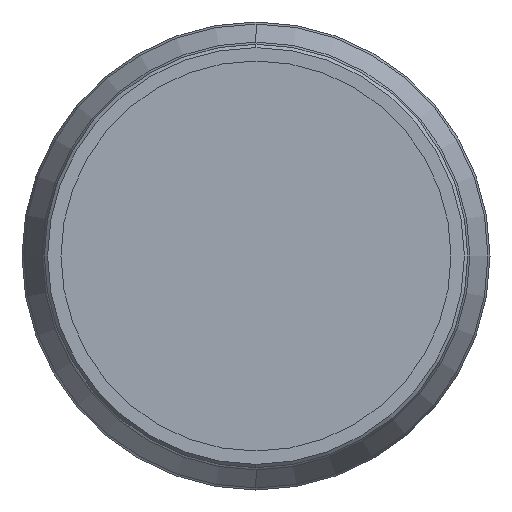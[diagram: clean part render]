
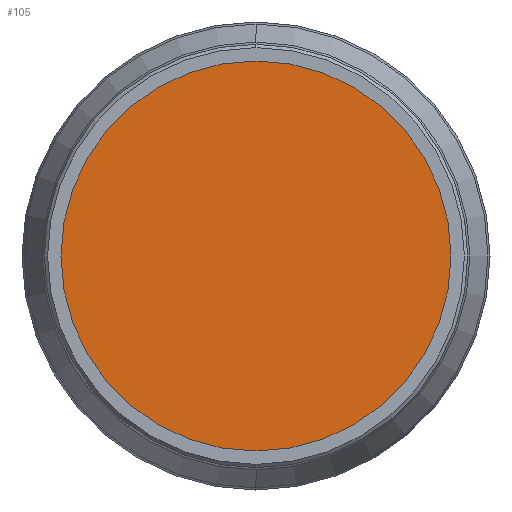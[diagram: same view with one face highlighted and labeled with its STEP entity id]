
A CAD part, left-side view. The second image highlights one B-rep face of the part: STEP entity #105.
In plain terms, the highlighted planar face has unit normal (-1, 0, 0).
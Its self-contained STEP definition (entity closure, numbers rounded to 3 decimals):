
#60 = EDGE_CURVE ( 'NONE', #128, #403, #562, .T. ) ;
#105 = ADVANCED_FACE ( 'NONE', ( #234 ), #794, .T. ) ;
#124 = AXIS2_PLACEMENT_3D ( 'NONE', #180, #492, #348 ) ;
#128 = VERTEX_POINT ( 'NONE', #500 ) ;
#180 = CARTESIAN_POINT ( 'NONE',  ( 2.5, 0., 0. ) ) ;
#205 = EDGE_CURVE ( 'NONE', #403, #128, #411, .T. ) ;
#234 = FACE_OUTER_BOUND ( 'NONE', #903, .T. ) ;
#329 = DIRECTION ( 'NONE',  ( 0., 0., 1. ) ) ;
#348 = DIRECTION ( 'NONE',  ( 0., 0., 1. ) ) ;
#403 = VERTEX_POINT ( 'NONE', #617 ) ;
#411 = CIRCLE ( 'NONE', #685, 17.5 ) ;
#418 = CARTESIAN_POINT ( 'NONE',  ( 2.5, 0., 0. ) ) ;
#492 = DIRECTION ( 'NONE',  ( -1., 0., 0. ) ) ;
#500 = CARTESIAN_POINT ( 'NONE',  ( 2.5, 0., -17.5 ) ) ;
#562 = CIRCLE ( 'NONE', #746, 17.5 ) ;
#617 = CARTESIAN_POINT ( 'NONE',  ( 2.5, 0., 17.5 ) ) ;
#644 = DIRECTION ( 'NONE',  ( -1., 0., 0. ) ) ;
#685 = AXIS2_PLACEMENT_3D ( 'NONE', #418, #644, #715 ) ;
#715 = DIRECTION ( 'NONE',  ( 0., 0., 1. ) ) ;
#746 = AXIS2_PLACEMENT_3D ( 'NONE', #769, #849, #329 ) ;
#769 = CARTESIAN_POINT ( 'NONE',  ( 2.5, 0., 0. ) ) ;
#794 = PLANE ( 'NONE',  #124 ) ;
#801 = ORIENTED_EDGE ( 'NONE', *, *, #205, .T. ) ;
#849 = DIRECTION ( 'NONE',  ( -1., 0., 0. ) ) ;
#891 = ORIENTED_EDGE ( 'NONE', *, *, #60, .T. ) ;
#903 = EDGE_LOOP ( 'NONE', ( #801, #891 ) ) ;
